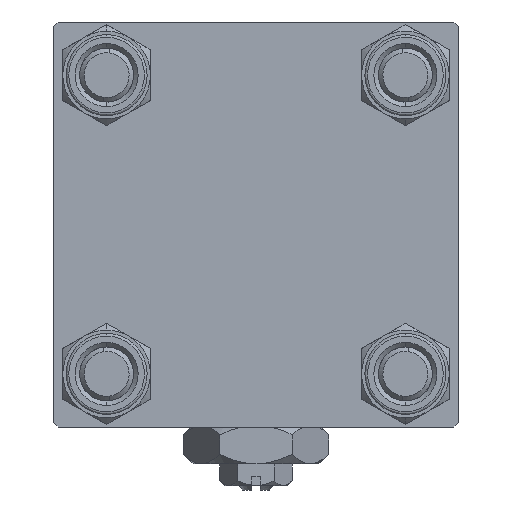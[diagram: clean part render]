
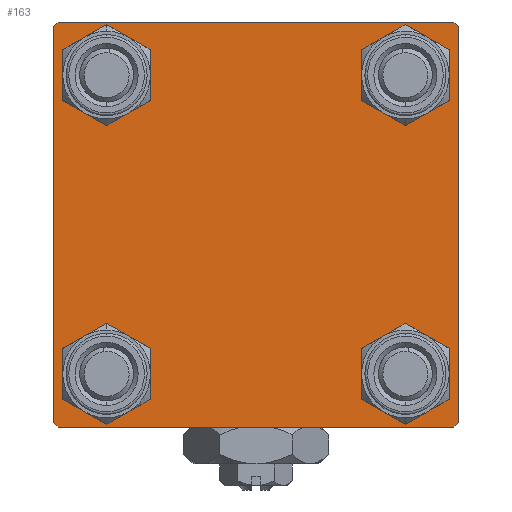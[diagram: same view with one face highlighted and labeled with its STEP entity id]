
A CAD part, left-side view. The second image highlights one B-rep face of the part: STEP entity #163.
In plain terms, the highlighted planar face has unit normal (-1, 0, 0).
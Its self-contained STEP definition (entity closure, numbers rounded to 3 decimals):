
#163 = ADVANCED_FACE ( 'NONE', ( #17272, #54918, #33713, #50733, #8073 ), #46540, .T. ) ;
#475 = VERTEX_POINT ( 'NONE', #11027 ) ;
#782 = ORIENTED_EDGE ( 'NONE', *, *, #32762, .T. ) ;
#801 = AXIS2_PLACEMENT_3D ( 'NONE', #21938, #8841, #17481 ) ;
#810 = CARTESIAN_POINT ( 'NONE',  ( 0., 16.6, -16.6 ) ) ;
#971 = AXIS2_PLACEMENT_3D ( 'NONE', #810, #13402, #43478 ) ;
#2085 = ORIENTED_EDGE ( 'NONE', *, *, #5641, .T. ) ;
#2317 = VERTEX_POINT ( 'NONE', #52778 ) ;
#3760 = EDGE_CURVE ( 'NONE', #28718, #24973, #9119, .T. ) ;
#3931 = LINE ( 'NONE', #4491, #5158 ) ;
#3983 = EDGE_LOOP ( 'NONE', ( #45349, #41299 ) ) ;
#4056 = DIRECTION ( 'NONE',  ( 1., 0., 0. ) ) ;
#4463 = EDGE_CURVE ( 'NONE', #52300, #20484, #16378, .T. ) ;
#4491 = CARTESIAN_POINT ( 'NONE',  ( 0., 22.5, 22.5 ) ) ;
#4932 = CARTESIAN_POINT ( 'NONE',  ( 0., -16.6, -16.6 ) ) ;
#5158 = VECTOR ( 'NONE', #34323, 1000. ) ;
#5234 = CARTESIAN_POINT ( 'NONE',  ( 0., 22., -22.5 ) ) ;
#5430 = CIRCLE ( 'NONE', #32139, 3.5 ) ;
#5641 = EDGE_CURVE ( 'NONE', #44960, #16192, #20522, .T. ) ;
#6147 = EDGE_CURVE ( 'NONE', #23433, #55180, #5430, .T. ) ;
#6491 = CARTESIAN_POINT ( 'NONE',  ( 0., -22.5, 22. ) ) ;
#6624 = DIRECTION ( 'NONE',  ( 0., 0., 1. ) ) ;
#7900 = VERTEX_POINT ( 'NONE', #45470 ) ;
#8073 = FACE_OUTER_BOUND ( 'NONE', #20390, .T. ) ;
#8841 = DIRECTION ( 'NONE',  ( 1., 0., 0. ) ) ;
#9082 = DIRECTION ( 'NONE',  ( 0., 0., 1. ) ) ;
#9119 = LINE ( 'NONE', #26392, #13346 ) ;
#10058 = VECTOR ( 'NONE', #40373, 1000. ) ;
#10911 = CARTESIAN_POINT ( 'NONE',  ( 0., 22.5, -22.5 ) ) ;
#11027 = CARTESIAN_POINT ( 'NONE',  ( 0., 16.6, 20.1 ) ) ;
#11334 = LINE ( 'NONE', #20806, #38621 ) ;
#11798 = VERTEX_POINT ( 'NONE', #16193 ) ;
#12827 = DIRECTION ( 'NONE',  ( -1., 0., 0. ) ) ;
#13346 = VECTOR ( 'NONE', #42850, 1000. ) ;
#13402 = DIRECTION ( 'NONE',  ( 1., 0., 0. ) ) ;
#13729 = EDGE_CURVE ( 'NONE', #36817, #47877, #27548, .T. ) ;
#15068 = CIRCLE ( 'NONE', #47111, 3.5 ) ;
#15552 = CARTESIAN_POINT ( 'NONE',  ( 0., -22.25, -22.25 ) ) ;
#15775 = ORIENTED_EDGE ( 'NONE', *, *, #35187, .T. ) ;
#15832 = CARTESIAN_POINT ( 'NONE',  ( 0., -22., 22.5 ) ) ;
#16192 = VERTEX_POINT ( 'NONE', #25349 ) ;
#16193 = CARTESIAN_POINT ( 'NONE',  ( 0., 22.5, 22. ) ) ;
#16322 = CARTESIAN_POINT ( 'NONE',  ( 0., -16.6, -13.1 ) ) ;
#16378 = LINE ( 'NONE', #15552, #32960 ) ;
#16622 = DIRECTION ( 'NONE',  ( 0., 0.707, -0.707 ) ) ;
#17017 = VECTOR ( 'NONE', #27641, 1000. ) ;
#17272 = FACE_BOUND ( 'NONE', #43331, .T. ) ;
#17481 = DIRECTION ( 'NONE',  ( 0., 0., 1. ) ) ;
#17837 = AXIS2_PLACEMENT_3D ( 'NONE', #34273, #12827, #51291 ) ;
#18632 = AXIS2_PLACEMENT_3D ( 'NONE', #43845, #21840, #30742 ) ;
#18838 = CARTESIAN_POINT ( 'NONE',  ( 0., 22.5, 22.5 ) ) ;
#19109 = DIRECTION ( 'NONE',  ( 0., 0., -1. ) ) ;
#19976 = CARTESIAN_POINT ( 'NONE',  ( 0., 22.5, -22. ) ) ;
#20390 = EDGE_LOOP ( 'NONE', ( #40307, #36365, #31976, #47810, #36111, #43909, #27913, #50403 ) ) ;
#20484 = VERTEX_POINT ( 'NONE', #26705 ) ;
#20522 = CIRCLE ( 'NONE', #971, 3.5 ) ;
#20806 = CARTESIAN_POINT ( 'NONE',  ( 0., 22.25, 22.25 ) ) ;
#21840 = DIRECTION ( 'NONE',  ( 1., 0., 0. ) ) ;
#21938 = CARTESIAN_POINT ( 'NONE',  ( 0., -16.6, 16.6 ) ) ;
#22084 = EDGE_CURVE ( 'NONE', #55180, #23433, #49601, .T. ) ;
#22677 = ORIENTED_EDGE ( 'NONE', *, *, #54822, .T. ) ;
#23373 = CARTESIAN_POINT ( 'NONE',  ( 0., -22.25, 22.25 ) ) ;
#23433 = VERTEX_POINT ( 'NONE', #16322 ) ;
#23686 = EDGE_LOOP ( 'NONE', ( #43451, #2085 ) ) ;
#24973 = VERTEX_POINT ( 'NONE', #5234 ) ;
#25349 = CARTESIAN_POINT ( 'NONE',  ( 0., 16.6, -13.1 ) ) ;
#26238 = CARTESIAN_POINT ( 'NONE',  ( 0., 16.6, -20.1 ) ) ;
#26392 = CARTESIAN_POINT ( 'NONE',  ( 0., 22.25, -22.25 ) ) ;
#26585 = VECTOR ( 'NONE', #37854, 1000. ) ;
#26705 = CARTESIAN_POINT ( 'NONE',  ( 0., -22.5, -22. ) ) ;
#26738 = CARTESIAN_POINT ( 'NONE',  ( 0., -22., -22.5 ) ) ;
#27548 = LINE ( 'NONE', #23373, #10058 ) ;
#27641 = DIRECTION ( 'NONE',  ( 0., -1., 0. ) ) ;
#27913 = ORIENTED_EDGE ( 'NONE', *, *, #29561, .F. ) ;
#28431 = CARTESIAN_POINT ( 'NONE',  ( 0., -16.6, 13.1 ) ) ;
#28718 = VERTEX_POINT ( 'NONE', #19976 ) ;
#29296 = CIRCLE ( 'NONE', #801, 3.5 ) ;
#29427 = ORIENTED_EDGE ( 'NONE', *, *, #32560, .T. ) ;
#29561 = EDGE_CURVE ( 'NONE', #2317, #47877, #3931, .T. ) ;
#30027 = DIRECTION ( 'NONE',  ( 0., 0., 1. ) ) ;
#30313 = CARTESIAN_POINT ( 'NONE',  ( 0., -22.5, 22.5 ) ) ;
#30742 = DIRECTION ( 'NONE',  ( 0., 0., 1. ) ) ;
#31555 = CARTESIAN_POINT ( 'NONE',  ( 0., -16.6, -16.6 ) ) ;
#31976 = ORIENTED_EDGE ( 'NONE', *, *, #40887, .T. ) ;
#31993 = CIRCLE ( 'NONE', #18632, 3.5 ) ;
#32139 = AXIS2_PLACEMENT_3D ( 'NONE', #31555, #34922, #51937 ) ;
#32560 = EDGE_CURVE ( 'NONE', #475, #7900, #15068, .T. ) ;
#32762 = EDGE_CURVE ( 'NONE', #52405, #41423, #29296, .T. ) ;
#32960 = VECTOR ( 'NONE', #49836, 1000. ) ;
#33713 = FACE_BOUND ( 'NONE', #23686, .T. ) ;
#34173 = CARTESIAN_POINT ( 'NONE',  ( 0., 16.6, -16.6 ) ) ;
#34273 = CARTESIAN_POINT ( 'NONE',  ( 0., 0., 0. ) ) ;
#34323 = DIRECTION ( 'NONE',  ( 0., -1., 0. ) ) ;
#34922 = DIRECTION ( 'NONE',  ( 1., 0., 0. ) ) ;
#35187 = EDGE_CURVE ( 'NONE', #7900, #475, #42638, .T. ) ;
#35600 = CARTESIAN_POINT ( 'NONE',  ( 0., 16.6, 16.6 ) ) ;
#36013 = LINE ( 'NONE', #10911, #17017 ) ;
#36111 = ORIENTED_EDGE ( 'NONE', *, *, #53361, .F. ) ;
#36365 = ORIENTED_EDGE ( 'NONE', *, *, #3760, .T. ) ;
#36812 = VECTOR ( 'NONE', #19109, 1000. ) ;
#36817 = VERTEX_POINT ( 'NONE', #6491 ) ;
#37854 = DIRECTION ( 'NONE',  ( 0., 0., -1. ) ) ;
#38621 = VECTOR ( 'NONE', #16622, 1000. ) ;
#39555 = CARTESIAN_POINT ( 'NONE',  ( 0., 16.6, 16.6 ) ) ;
#40307 = ORIENTED_EDGE ( 'NONE', *, *, #45597, .T. ) ;
#40373 = DIRECTION ( 'NONE',  ( 0., 0.707, 0.707 ) ) ;
#40887 = EDGE_CURVE ( 'NONE', #24973, #52300, #36013, .T. ) ;
#41299 = ORIENTED_EDGE ( 'NONE', *, *, #22084, .T. ) ;
#41423 = VERTEX_POINT ( 'NONE', #28431 ) ;
#41895 = EDGE_CURVE ( 'NONE', #16192, #44960, #45564, .T. ) ;
#42638 = CIRCLE ( 'NONE', #51570, 3.5 ) ;
#42850 = DIRECTION ( 'NONE',  ( 0., -0.707, -0.707 ) ) ;
#43331 = EDGE_LOOP ( 'NONE', ( #782, #22677 ) ) ;
#43451 = ORIENTED_EDGE ( 'NONE', *, *, #41895, .T. ) ;
#43478 = DIRECTION ( 'NONE',  ( 0., 0., 1. ) ) ;
#43845 = CARTESIAN_POINT ( 'NONE',  ( 0., -16.6, 16.6 ) ) ;
#43909 = ORIENTED_EDGE ( 'NONE', *, *, #13729, .T. ) ;
#43968 = DIRECTION ( 'NONE',  ( 0., 0., 1. ) ) ;
#44555 = CARTESIAN_POINT ( 'NONE',  ( 0., -16.6, -20.1 ) ) ;
#44960 = VERTEX_POINT ( 'NONE', #26238 ) ;
#45349 = ORIENTED_EDGE ( 'NONE', *, *, #6147, .T. ) ;
#45470 = CARTESIAN_POINT ( 'NONE',  ( 0., 16.6, 13.1 ) ) ;
#45564 = CIRCLE ( 'NONE', #52716, 3.5 ) ;
#45597 = EDGE_CURVE ( 'NONE', #11798, #28718, #48399, .T. ) ;
#46481 = DIRECTION ( 'NONE',  ( 1., 0., 0. ) ) ;
#46540 = PLANE ( 'NONE',  #17837 ) ;
#47111 = AXIS2_PLACEMENT_3D ( 'NONE', #39555, #49025, #6624 ) ;
#47151 = EDGE_LOOP ( 'NONE', ( #29427, #15775 ) ) ;
#47810 = ORIENTED_EDGE ( 'NONE', *, *, #4463, .T. ) ;
#47877 = VERTEX_POINT ( 'NONE', #15832 ) ;
#48399 = LINE ( 'NONE', #18838, #36812 ) ;
#49025 = DIRECTION ( 'NONE',  ( 1., 0., 0. ) ) ;
#49272 = EDGE_CURVE ( 'NONE', #2317, #11798, #11334, .T. ) ;
#49601 = CIRCLE ( 'NONE', #51366, 3.5 ) ;
#49836 = DIRECTION ( 'NONE',  ( 0., -0.707, 0.707 ) ) ;
#50403 = ORIENTED_EDGE ( 'NONE', *, *, #49272, .T. ) ;
#50733 = FACE_BOUND ( 'NONE', #47151, .T. ) ;
#51291 = DIRECTION ( 'NONE',  ( 0., 0., 1. ) ) ;
#51366 = AXIS2_PLACEMENT_3D ( 'NONE', #4932, #46481, #30027 ) ;
#51518 = LINE ( 'NONE', #30313, #26585 ) ;
#51570 = AXIS2_PLACEMENT_3D ( 'NONE', #35600, #52621, #43968 ) ;
#51937 = DIRECTION ( 'NONE',  ( 0., 0., 1. ) ) ;
#52300 = VERTEX_POINT ( 'NONE', #26738 ) ;
#52405 = VERTEX_POINT ( 'NONE', #54316 ) ;
#52621 = DIRECTION ( 'NONE',  ( 1., 0., 0. ) ) ;
#52716 = AXIS2_PLACEMENT_3D ( 'NONE', #34173, #4056, #9082 ) ;
#52778 = CARTESIAN_POINT ( 'NONE',  ( 0., 22., 22.5 ) ) ;
#53361 = EDGE_CURVE ( 'NONE', #36817, #20484, #51518, .T. ) ;
#54316 = CARTESIAN_POINT ( 'NONE',  ( 0., -16.6, 20.1 ) ) ;
#54822 = EDGE_CURVE ( 'NONE', #41423, #52405, #31993, .T. ) ;
#54918 = FACE_BOUND ( 'NONE', #3983, .T. ) ;
#55180 = VERTEX_POINT ( 'NONE', #44555 ) ;
